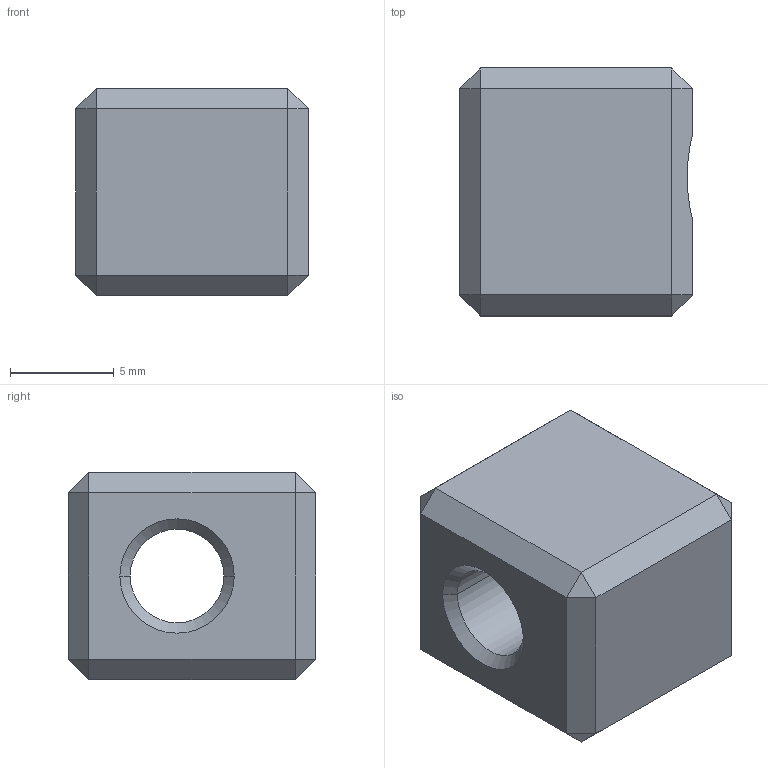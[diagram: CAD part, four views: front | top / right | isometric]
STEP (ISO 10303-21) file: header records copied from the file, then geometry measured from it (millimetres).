
FILE_DESCRIPTION (( 'STEP AP203' ), '1' );
FILE_NAME ('101.11.22_D_3D-Zeichnung.STEP', '2024-03-19T07:18:59', ( '' ), ( '' ), 'SwSTEP 2.0', 'SolidWorks 2023', '' );
FILE_SCHEMA (( 'CONFIG_CONTROL_DESIGN' ));
Length unit declared in the file: metre
Products named in the file (3): 403.11.22_D_3D-Zeichnung.STEP; 101.11.22_D_3D-Zeichnung; _____M____22.STEP
Assembly tree (2 placements, depth 3):
  101.11.22_D_3D-Zeichnung
    403.11.22_D_3D-Zeichnung.STEP
      _____M____22.STEP
Bounding box: 11.2 x 11.92 x 10 mm (x, y, z)
Volume: 939.9 mm3; surface area: 811.5 mm2
Topology: 1 solids, 1 shells, 37 faces, 79 edges, 44 vertices
Faces by surface type: plane 29, cone 4, cylinder 4
Entity records: 1278 total; most frequent: CARTESIAN_POINT 181, DIRECTION 175, ORIENTED_EDGE 158, EDGE_CURVE 79, LINE 59, VECTOR 59, AXIS2_PLACEMENT_3D 58, VERTEX_POINT 44
